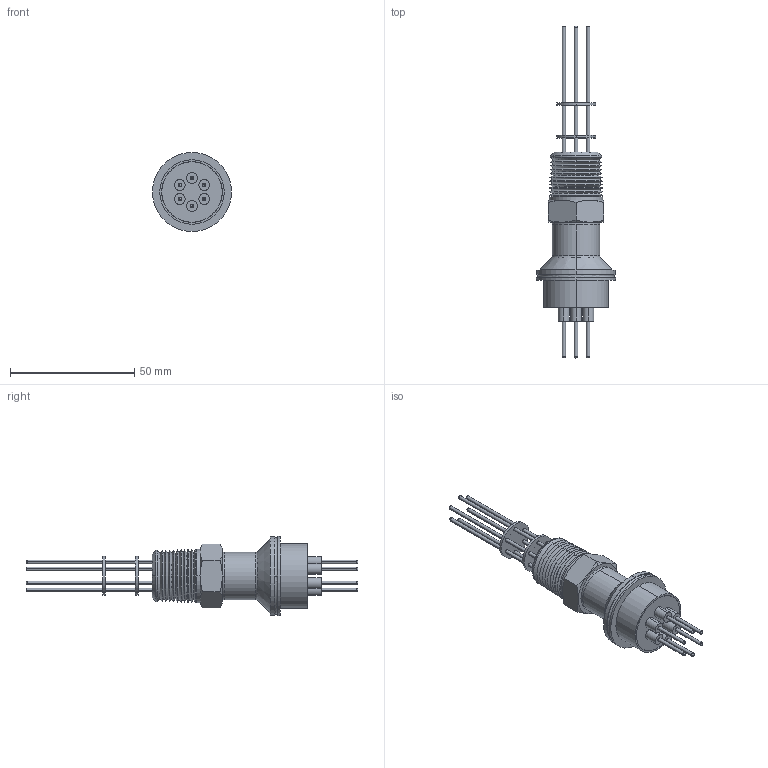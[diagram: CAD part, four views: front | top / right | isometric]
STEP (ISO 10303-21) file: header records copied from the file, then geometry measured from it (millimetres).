
FILE_DESCRIPTION (( 'STEP AP203' ), '1' );
FILE_NAME ('A0424-8-NPT.STEP', '2013-05-14T11:53:26', ( '' ), ( '' ), 'SwSTEP 2.0', 'SolidWorks 2012', '' );
FILE_SCHEMA (( 'CONFIG_CONTROL_DESIGN' ));
Length unit declared in the file: inch
Products named in the file (1): A0424-8-NPT
Bounding box: 31.75 x 133.35 x 31.75 mm (x, y, z)
Volume: 10600.3 mm3; surface area: 16748.5 mm2
Topology: 1 solids, 1 shells, 293 faces, 668 edges, 426 vertices
Faces by surface type: cylinder 130, cone 70, plane 57, bspline 36
Entity records: 9155 total; most frequent: CARTESIAN_POINT 2320, DIRECTION 1506, ORIENTED_EDGE 1336, EDGE_CURVE 668, AXIS2_PLACEMENT_3D 656, VERTEX_POINT 426, CIRCLE 398, EDGE_LOOP 378
